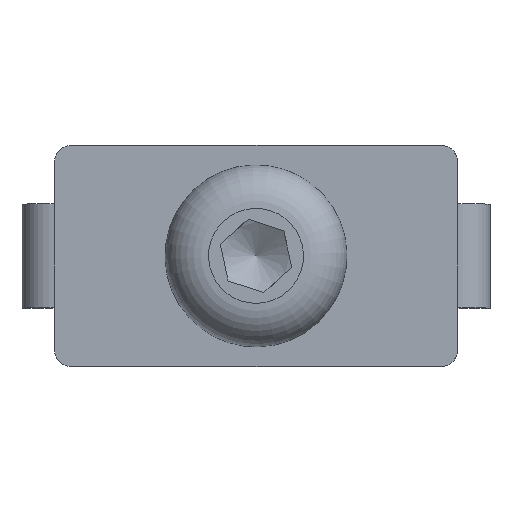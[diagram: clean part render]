
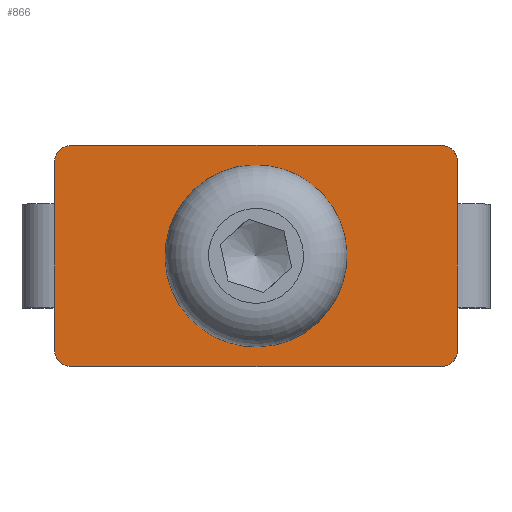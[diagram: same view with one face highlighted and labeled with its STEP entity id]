
A CAD part, top view. The second image highlights one B-rep face of the part: STEP entity #866.
In plain terms, the highlighted planar face has unit normal (0, 0, 1).
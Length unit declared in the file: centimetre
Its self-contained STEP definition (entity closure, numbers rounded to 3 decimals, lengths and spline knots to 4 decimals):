
#36=LINE('',#1287,#115);
#37=LINE('',#1291,#116);
#38=LINE('',#1295,#117);
#39=LINE('',#1298,#118);
#115=VECTOR('',#1038,1.4504);
#116=VECTOR('',#1041,2.85);
#117=VECTOR('',#1044,1.4658);
#118=VECTOR('',#1047,2.85);
#190=PLANE('',#923);
#234=FACE_BOUND('',#306,.T.);
#251=FACE_OUTER_BOUND('',#305,.T.);
#305=EDGE_LOOP('',(#615,#616,#617,#618,#619,#620,#621,#622));
#306=EDGE_LOOP('',(#623));
#348=CIRCLE('',#915,0.7);
#349=CIRCLE('',#924,0.125);
#350=CIRCLE('',#925,0.125);
#351=CIRCLE('',#926,0.125);
#352=CIRCLE('',#927,0.125);
#382=VERTEX_POINT('',#1243);
#389=VERTEX_POINT('',#1283);
#390=VERTEX_POINT('',#1284);
#391=VERTEX_POINT('',#1286);
#392=VERTEX_POINT('',#1288);
#393=VERTEX_POINT('',#1290);
#394=VERTEX_POINT('',#1292);
#395=VERTEX_POINT('',#1294);
#396=VERTEX_POINT('',#1296);
#462=EDGE_CURVE('',#382,#382,#348,.T.);
#475=EDGE_CURVE('',#389,#390,#349,.T.);
#476=EDGE_CURVE('',#391,#390,#36,.T.);
#477=EDGE_CURVE('',#391,#392,#350,.T.);
#478=EDGE_CURVE('',#392,#393,#37,.T.);
#479=EDGE_CURVE('',#393,#394,#351,.T.);
#480=EDGE_CURVE('',#394,#395,#38,.T.);
#481=EDGE_CURVE('',#395,#396,#352,.T.);
#482=EDGE_CURVE('',#396,#389,#39,.T.);
#615=ORIENTED_EDGE('',*,*,#475,.T.);
#616=ORIENTED_EDGE('',*,*,#476,.F.);
#617=ORIENTED_EDGE('',*,*,#477,.T.);
#618=ORIENTED_EDGE('',*,*,#478,.T.);
#619=ORIENTED_EDGE('',*,*,#479,.T.);
#620=ORIENTED_EDGE('',*,*,#480,.T.);
#621=ORIENTED_EDGE('',*,*,#481,.T.);
#622=ORIENTED_EDGE('',*,*,#482,.T.);
#623=ORIENTED_EDGE('',*,*,#462,.T.);
#866=ADVANCED_FACE('',(#251,#234),#190,.T.);
#915=AXIS2_PLACEMENT_3D('',#1244,#1012,#1013);
#923=AXIS2_PLACEMENT_3D('',#1282,#1034,#1035);
#924=AXIS2_PLACEMENT_3D('',#1285,#1036,#1037);
#925=AXIS2_PLACEMENT_3D('',#1289,#1039,#1040);
#926=AXIS2_PLACEMENT_3D('',#1293,#1042,#1043);
#927=AXIS2_PLACEMENT_3D('',#1297,#1045,#1046);
#1012=DIRECTION('center_axis',(0.,0.,
-1.));
#1013=DIRECTION('ref_axis',(-0.671,0.742,0.));
#1034=DIRECTION('center_axis',(0.,0.,
1.));
#1035=DIRECTION('ref_axis',(0.,1.,0.));
#1036=DIRECTION('center_axis',(0.,0.,
1.));
#1037=DIRECTION('ref_axis',(0.,1.,0.));
#1038=DIRECTION('',(0.,1.,0.));
#1039=DIRECTION('center_axis',(0.,0.,
1.));
#1040=DIRECTION('ref_axis',(0.,-1.,0.));
#1041=DIRECTION('',(1.,0.,0.));
#1042=DIRECTION('center_axis',(0.,0.,
1.));
#1043=DIRECTION('ref_axis',(1.,0.,0.));
#1044=DIRECTION('',(0.,1.,0.));
#1045=DIRECTION('center_axis',(0.,0.,
1.));
#1046=DIRECTION('ref_axis',(1.,0.,0.));
#1047=DIRECTION('',(-1.,0.,0.));
#1243=CARTESIAN_POINT('',(-0.4696,0.5191,0.));
#1244=CARTESIAN_POINT('Origin',(0.,0.,
0.));
#1282=CARTESIAN_POINT('Origin',(1.5497,-0.85,0.));
#1283=CARTESIAN_POINT('',(-1.425,0.85,0.));
#1284=CARTESIAN_POINT('',(-1.55,0.7252,0.));
#1285=CARTESIAN_POINT('Origin',(-1.425,0.725,0.));
#1286=CARTESIAN_POINT('',(-1.55,-0.7252,0.));
#1287=CARTESIAN_POINT('',(-1.55,-0.85,0.));
#1288=CARTESIAN_POINT('',(-1.425,-0.85,0.));
#1289=CARTESIAN_POINT('Origin',(-1.425,-0.725,0.));
#1290=CARTESIAN_POINT('',(1.425,-0.85,0.));
#1291=CARTESIAN_POINT('',(-1.55,-0.85,0.));
#1292=CARTESIAN_POINT('',(1.5497,-0.7329,0.));
#1293=CARTESIAN_POINT('Origin',(1.425,-0.725,0.));
#1294=CARTESIAN_POINT('',(1.5497,0.7329,0.));
#1295=CARTESIAN_POINT('',(1.5497,-0.85,0.));
#1296=CARTESIAN_POINT('',(1.425,0.85,0.));
#1297=CARTESIAN_POINT('Origin',(1.425,0.725,0.));
#1298=CARTESIAN_POINT('',(-1.55,0.85,0.));
